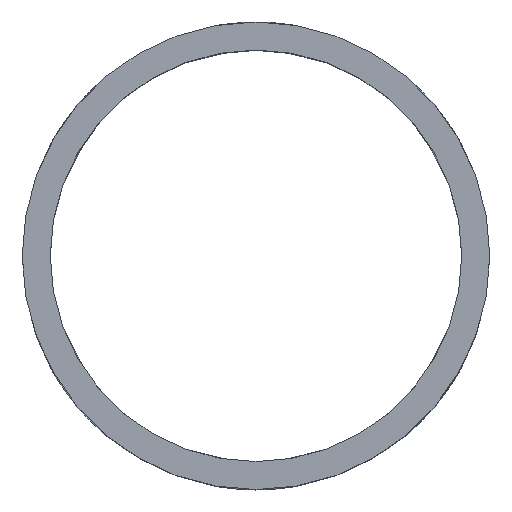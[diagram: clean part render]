
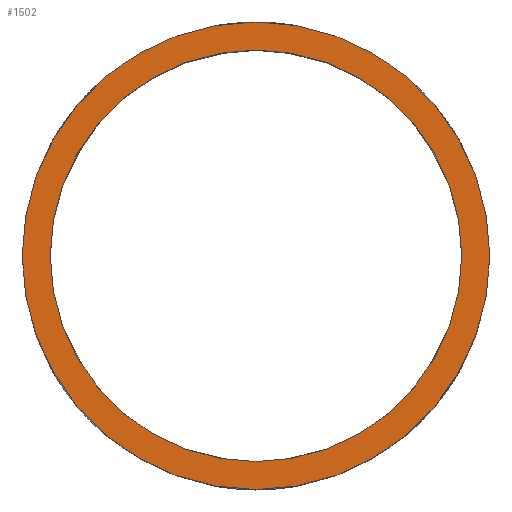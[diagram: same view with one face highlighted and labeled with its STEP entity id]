
A CAD part, top view. The second image highlights one B-rep face of the part: STEP entity #1502.
In plain terms, the highlighted planar face has unit normal (0, 0, 1).
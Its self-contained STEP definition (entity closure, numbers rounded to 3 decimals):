
#305=CARTESIAN_POINT('',(0.,0.,25.));
#306=DIRECTION('',(0.,0.,1.));
#307=DIRECTION('',(1.,0.,0.));
#308=AXIS2_PLACEMENT_3D('',#305,#306,#307);
#310=CARTESIAN_POINT('',(0.,0.,25.));
#311=DIRECTION('',(0.,0.,1.));
#312=DIRECTION('',(-1.,0.,0.));
#313=AXIS2_PLACEMENT_3D('',#310,#311,#312);
#315=CARTESIAN_POINT('',(0.,0.,25.));
#316=DIRECTION('',(0.,0.,-1.));
#317=DIRECTION('',(1.,0.,0.));
#318=AXIS2_PLACEMENT_3D('',#315,#316,#317);
#320=CARTESIAN_POINT('',(0.,0.,25.));
#321=DIRECTION('',(0.,0.,-1.));
#322=DIRECTION('',(-1.,0.,0.));
#323=AXIS2_PLACEMENT_3D('',#320,#321,#322);
#1173=CARTESIAN_POINT('',(25.,0.,25.));
#1174=CARTESIAN_POINT('',(-25.,0.,25.));
#1175=VERTEX_POINT('',#1173);
#1176=VERTEX_POINT('',#1174);
#1177=CARTESIAN_POINT('',(22.,0.,25.));
#1178=CARTESIAN_POINT('',(-22.,0.,25.));
#1179=VERTEX_POINT('',#1177);
#1180=VERTEX_POINT('',#1178);
#1487=CARTESIAN_POINT('',(0.,0.,25.));
#1488=DIRECTION('',(0.,0.,1.));
#1489=DIRECTION('',(1.,0.,0.));
#1490=AXIS2_PLACEMENT_3D('',#1487,#1488,#1489);
#1491=PLANE('',#1490);
#1492=ORIENTED_EDGE('',*,*,#1359,.F.);
#1493=ORIENTED_EDGE('',*,*,#1427,.F.);
#1494=EDGE_LOOP('',(#1492,#1493));
#1495=FACE_OUTER_BOUND('',#1494,.F.);
#1497=ORIENTED_EDGE('',*,*,#1496,.F.);
#1499=ORIENTED_EDGE('',*,*,#1498,.F.);
#1500=EDGE_LOOP('',(#1497,#1499));
#1501=FACE_BOUND('',#1500,.F.);
#1502=ADVANCED_FACE('',(#1495,#1501),#1491,.T.);
#309=CIRCLE('',#308,25.);
#314=CIRCLE('',#313,25.);
#319=CIRCLE('',#318,22.);
#324=CIRCLE('',#323,22.);
#1359=EDGE_CURVE('',#1175,#1176,#309,.T.);
#1427=EDGE_CURVE('',#1176,#1175,#314,.T.);
#1496=EDGE_CURVE('',#1179,#1180,#319,.T.);
#1498=EDGE_CURVE('',#1180,#1179,#324,.T.);
